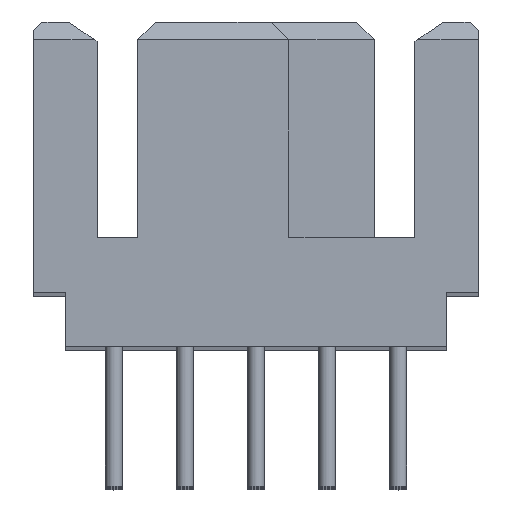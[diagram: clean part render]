
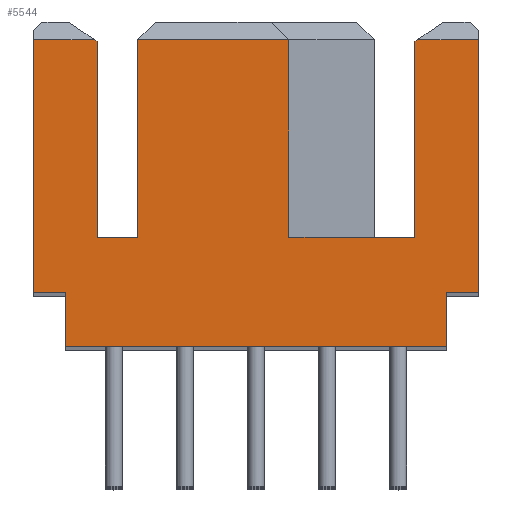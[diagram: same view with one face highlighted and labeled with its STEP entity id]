
A CAD part, top view. The second image highlights one B-rep face of the part: STEP entity #5544.
In plain terms, the highlighted planar face has unit normal (0, 0, 1).
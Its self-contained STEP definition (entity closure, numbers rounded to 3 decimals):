
#5544=ADVANCED_FACE('',(#6901),#6223,.T.);
#6223=PLANE('',#17681);
#6901=FACE_OUTER_BOUND('',#7895,.T.);
#7895=EDGE_LOOP('',(#10656,#10657,#10658,#10659,#10660,#10661,#10662,#10663,
#10664,#10665,#10666,#10667,#10668,#10669,#10670,#10671,#10672,#10673));
#10656=ORIENTED_EDGE('',*,*,#13993,.T.);
#10657=ORIENTED_EDGE('',*,*,#13995,.F.);
#10658=ORIENTED_EDGE('',*,*,#13996,.F.);
#10659=ORIENTED_EDGE('',*,*,#13997,.F.);
#10660=ORIENTED_EDGE('',*,*,#13998,.F.);
#10661=ORIENTED_EDGE('',*,*,#13999,.T.);
#10662=ORIENTED_EDGE('',*,*,#14000,.F.);
#10663=ORIENTED_EDGE('',*,*,#14001,.F.);
#10664=ORIENTED_EDGE('',*,*,#14002,.F.);
#10665=ORIENTED_EDGE('',*,*,#14003,.F.);
#10666=ORIENTED_EDGE('',*,*,#13951,.F.);
#10667=ORIENTED_EDGE('',*,*,#13955,.F.);
#10668=ORIENTED_EDGE('',*,*,#13957,.F.);
#10669=ORIENTED_EDGE('',*,*,#13960,.T.);
#10670=ORIENTED_EDGE('',*,*,#13963,.F.);
#10671=ORIENTED_EDGE('',*,*,#13966,.F.);
#10672=ORIENTED_EDGE('',*,*,#13986,.F.);
#10673=ORIENTED_EDGE('',*,*,#13988,.T.);
#12413=VERTEX_POINT('',#24654);
#12414=VERTEX_POINT('',#24656);
#12416=VERTEX_POINT('',#24662);
#12417=VERTEX_POINT('',#24666);
#12418=VERTEX_POINT('',#24671);
#12420=VERTEX_POINT('',#24677);
#12422=VERTEX_POINT('',#24683);
#12436=VERTEX_POINT('',#24724);
#12437=VERTEX_POINT('',#24729);
#12439=VERTEX_POINT('',#24737);
#12441=VERTEX_POINT('',#24743);
#12442=VERTEX_POINT('',#24745);
#12443=VERTEX_POINT('',#24747);
#12444=VERTEX_POINT('',#24749);
#12445=VERTEX_POINT('',#24751);
#12446=VERTEX_POINT('',#24753);
#12447=VERTEX_POINT('',#24755);
#12448=VERTEX_POINT('',#24757);
#13951=EDGE_CURVE('',#12413,#12414,#15205,.T.);
#13955=EDGE_CURVE('',#12416,#12413,#15209,.T.);
#13957=EDGE_CURVE('',#12417,#12416,#15211,.T.);
#13960=EDGE_CURVE('',#12417,#12418,#15214,.T.);
#13963=EDGE_CURVE('',#12420,#12418,#15217,.T.);
#13966=EDGE_CURVE('',#12422,#12420,#15220,.T.);
#13986=EDGE_CURVE('',#12436,#12422,#15240,.T.);
#13988=EDGE_CURVE('',#12436,#12437,#15242,.T.);
#13993=EDGE_CURVE('',#12437,#12439,#15247,.T.);
#13995=EDGE_CURVE('',#12441,#12439,#15249,.T.);
#13996=EDGE_CURVE('',#12442,#12441,#15250,.T.);
#13997=EDGE_CURVE('',#12443,#12442,#15251,.T.);
#13998=EDGE_CURVE('',#12444,#12443,#15252,.T.);
#13999=EDGE_CURVE('',#12444,#12445,#15253,.T.);
#14000=EDGE_CURVE('',#12446,#12445,#15254,.T.);
#14001=EDGE_CURVE('',#12447,#12446,#15255,.T.);
#14002=EDGE_CURVE('',#12448,#12447,#15256,.T.);
#14003=EDGE_CURVE('',#12414,#12448,#15257,.T.);
#15205=LINE('',#24655,#16457);
#15209=LINE('',#24663,#16461);
#15211=LINE('',#24667,#16463);
#15214=LINE('',#24672,#16466);
#15217=LINE('',#24678,#16469);
#15220=LINE('',#24684,#16472);
#15240=LINE('',#24725,#16492);
#15242=LINE('',#24728,#16494);
#15247=LINE('',#24739,#16499);
#15249=LINE('',#24742,#16501);
#15250=LINE('',#24744,#16502);
#15251=LINE('',#24746,#16503);
#15252=LINE('',#24748,#16504);
#15253=LINE('',#24750,#16505);
#15254=LINE('',#24752,#16506);
#15255=LINE('',#24754,#16507);
#15256=LINE('',#24756,#16508);
#15257=LINE('',#24758,#16509);
#16457=VECTOR('',#21108,1.);
#16461=VECTOR('',#21114,1.);
#16463=VECTOR('',#21118,1.);
#16466=VECTOR('',#21123,1.);
#16469=VECTOR('',#21128,1.);
#16472=VECTOR('',#21133,1.);
#16492=VECTOR('',#21167,1.);
#16494=VECTOR('',#21171,1.);
#16499=VECTOR('',#21180,1.);
#16501=VECTOR('',#21184,1.);
#16502=VECTOR('',#21185,1.);
#16503=VECTOR('',#21186,1.);
#16504=VECTOR('',#21187,1.);
#16505=VECTOR('',#21188,1.);
#16506=VECTOR('',#21189,1.);
#16507=VECTOR('',#21190,1.);
#16508=VECTOR('',#21191,1.);
#16509=VECTOR('',#21192,1.);
#17681=AXIS2_PLACEMENT_3D('',#24759,#21193,#21194);
#21108=DIRECTION('',(0.,-1.,0.));
#21114=DIRECTION('',(-1.,0.,0.));
#21118=DIRECTION('',(0.,-1.,0.));
#21123=DIRECTION('',(-1.,0.,0.));
#21128=DIRECTION('',(0.827,0.562,0.));
#21133=DIRECTION('',(0.,1.,0.));
#21167=DIRECTION('',(1.,0.,0.));
#21171=DIRECTION('',(0.,1.,0.));
#21180=DIRECTION('',(-1.,0.,0.));
#21184=DIRECTION('',(0.,1.,0.));
#21185=DIRECTION('',(1.,0.,0.));
#21186=DIRECTION('',(0.,-1.,0.));
#21187=DIRECTION('',(0.827,-0.562,0.));
#21188=DIRECTION('',(-1.,0.,0.));
#21189=DIRECTION('',(0.,1.,0.));
#21190=DIRECTION('',(-1.,0.,0.));
#21191=DIRECTION('',(0.,1.,0.));
#21192=DIRECTION('',(-1.,0.,0.));
#21193=DIRECTION('',(0.,0.,1.));
#21194=DIRECTION('',(1.,0.,0.));
#24654=CARTESIAN_POINT('',(-20.114,27.592,84.95));
#24655=CARTESIAN_POINT('',(-20.114,27.592,84.95));
#24656=CARTESIAN_POINT('',(-20.114,25.662,84.95));
#24662=CARTESIAN_POINT('',(-18.964,27.592,84.95));
#24663=CARTESIAN_POINT('',(-18.964,27.592,84.95));
#24666=CARTESIAN_POINT('',(-18.964,36.612,84.95));
#24667=CARTESIAN_POINT('',(-18.964,36.612,84.95));
#24671=CARTESIAN_POINT('',(-21.136,36.612,84.95));
#24672=CARTESIAN_POINT('',(-18.964,36.612,84.95));
#24677=CARTESIAN_POINT('',(-21.239,36.542,84.95));
#24678=CARTESIAN_POINT('',(-21.239,36.542,84.95));
#24683=CARTESIAN_POINT('',(-21.239,29.542,84.95));
#24684=CARTESIAN_POINT('',(-21.239,29.542,84.95));
#24724=CARTESIAN_POINT('',(-25.739,29.542,84.95));
#24725=CARTESIAN_POINT('',(-25.739,29.542,84.95));
#24728=CARTESIAN_POINT('',(-25.739,29.542,84.95));
#24729=CARTESIAN_POINT('',(-25.739,36.612,84.95));
#24737=CARTESIAN_POINT('',(-31.139,36.612,84.95));
#24739=CARTESIAN_POINT('',(-25.739,36.612,84.95));
#24742=CARTESIAN_POINT('',(-31.139,29.542,84.95));
#24743=CARTESIAN_POINT('',(-31.139,29.542,84.95));
#24744=CARTESIAN_POINT('',(-32.589,29.542,84.95));
#24745=CARTESIAN_POINT('',(-32.589,29.542,84.95));
#24746=CARTESIAN_POINT('',(-32.589,36.542,84.95));
#24747=CARTESIAN_POINT('',(-32.589,36.542,84.95));
#24748=CARTESIAN_POINT('',(-32.692,36.612,84.95));
#24749=CARTESIAN_POINT('',(-32.692,36.612,84.95));
#24750=CARTESIAN_POINT('',(-32.692,36.612,84.95));
#24751=CARTESIAN_POINT('',(-34.864,36.612,84.95));
#24752=CARTESIAN_POINT('',(-34.864,27.592,84.95));
#24753=CARTESIAN_POINT('',(-34.864,27.592,84.95));
#24754=CARTESIAN_POINT('',(-33.714,27.592,84.95));
#24755=CARTESIAN_POINT('',(-33.714,27.592,84.95));
#24756=CARTESIAN_POINT('',(-33.714,25.662,84.95));
#24757=CARTESIAN_POINT('',(-33.714,25.662,84.95));
#24758=CARTESIAN_POINT('',(-20.114,25.662,84.95));
#24759=CARTESIAN_POINT('',(-35.659,25.083,84.95));
